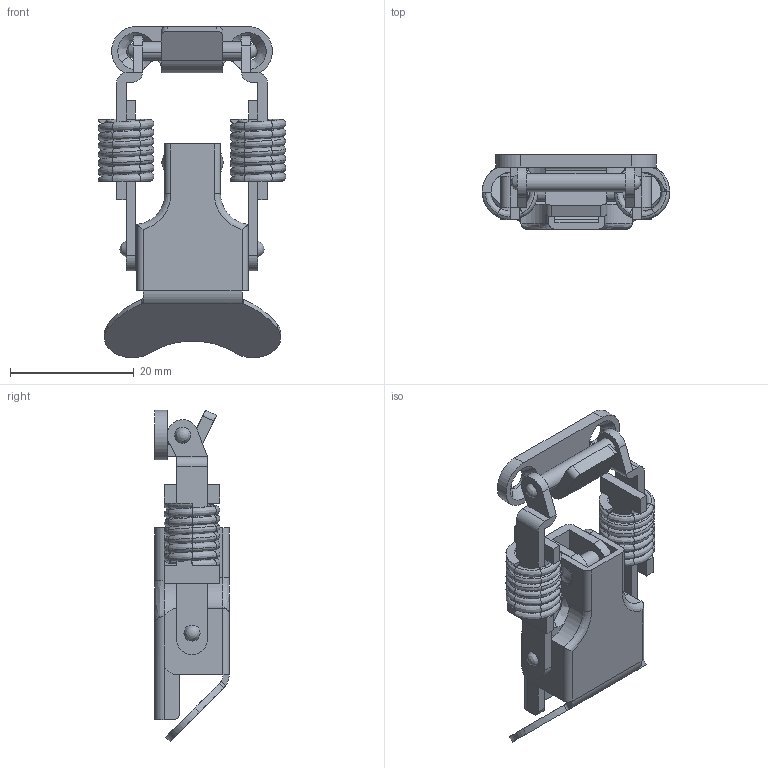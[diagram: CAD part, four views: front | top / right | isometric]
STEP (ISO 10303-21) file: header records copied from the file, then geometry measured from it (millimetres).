
FILE_DESCRIPTION( (''), '2;1');
FILE_NAME ('PC013.17236.TL_445_001_31207.stp','2024-06-14T14:41:00',(''),(''),'spGate 19.8.4 (****-****-****-****)','','');
FILE_SCHEMA (('AUTOMOTIVE_DESIGN'));
Length unit declared in the file: millimetre
Products named in the file (13): Assembly; spring_mr; spring; shaft_C; shaft_B; shaft_A; base; arm_C; arm_B; arm_A_mr; arm_A; lever; 標準キーパー
Assembly tree (12 placements, depth 2):
  Assembly
    spring_mr
    spring
    shaft_C
    shaft_B
    shaft_A
    base
    arm_C
    arm_B
    arm_A_mr
    arm_A
    lever
    標準キーパー
Bounding box: 30.3 x 12 x 53.53 mm (x, y, z)
Volume: 3964.8 mm3; surface area: 7775.1 mm2
Topology: 12 solids, 12 shells, 403 faces, 993 edges, 622 vertices
Faces by surface type: bspline 186, plane 117, cylinder 100
Entity records: 28077 total; most frequent: CARTESIAN_POINT 11165, ORIENTED_EDGE 1982, DIRECTION 1639, COLOUR_RGB 1405, PRESENTATION_STYLE_ASSIGNMENT 1405, STYLED_ITEM 1405, EDGE_CURVE 991, DRAUGHTING_PRE_DEFINED_CURVE_FONT 991
